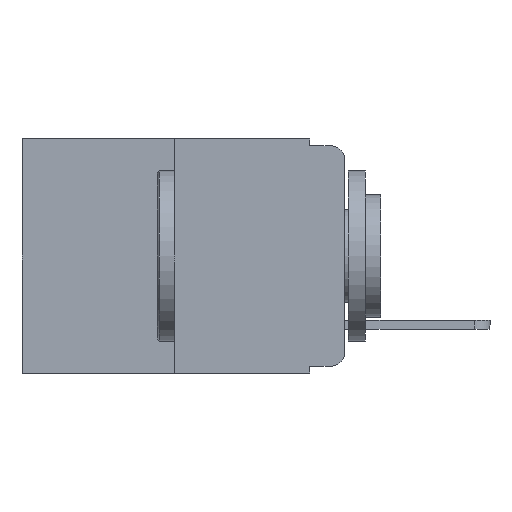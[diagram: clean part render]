
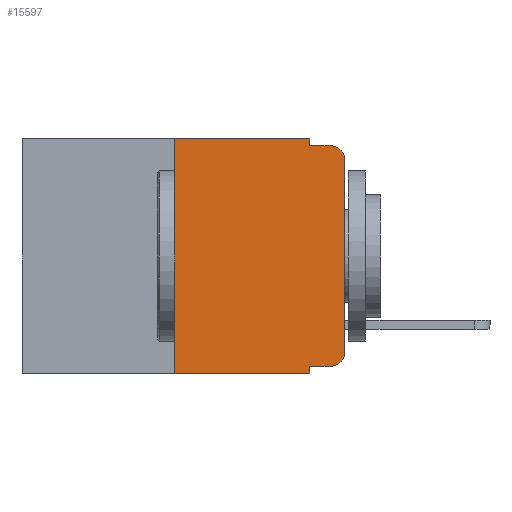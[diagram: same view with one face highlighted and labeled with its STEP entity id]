
A CAD part, left-side view. The second image highlights one B-rep face of the part: STEP entity #15597.
In plain terms, the highlighted planar face has unit normal (-1, 0, 0).
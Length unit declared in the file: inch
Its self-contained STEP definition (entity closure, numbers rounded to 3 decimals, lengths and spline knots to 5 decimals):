
#113 = EDGE_CURVE ( 'NONE', #987, #980, #6586, .T. ) ;
#202 = CARTESIAN_POINT ( 'NONE',  ( 0., 0.473, 0. ) ) ;
#280 = CARTESIAN_POINT ( 'NONE',  ( 0., 0., -0.313 ) ) ;
#575 = EDGE_CURVE ( 'NONE', #3213, #11444, #15252, .T. ) ;
#980 = VERTEX_POINT ( 'NONE', #7432 ) ;
#987 = VERTEX_POINT ( 'NONE', #280 ) ;
#1062 = LINE ( 'NONE', #10476, #17957 ) ;
#1074 = VERTEX_POINT ( 'NONE', #4493 ) ;
#1118 = ORIENTED_EDGE ( 'NONE', *, *, #13605, .T. ) ;
#1777 = LINE ( 'NONE', #4873, #3212 ) ;
#2571 = EDGE_CURVE ( 'NONE', #16783, #13226, #1777, .T. ) ;
#3212 = VECTOR ( 'NONE', #13059, 39.37008 ) ;
#3213 = VERTEX_POINT ( 'NONE', #6160 ) ;
#3232 = VERTEX_POINT ( 'NONE', #11616 ) ;
#3483 = DIRECTION ( 'NONE',  ( -1., 0., 0. ) ) ;
#3736 = LINE ( 'NONE', #5294, #4324 ) ;
#3996 = ORIENTED_EDGE ( 'NONE', *, *, #17177, .T. ) ;
#4029 = DIRECTION ( 'NONE',  ( 0., 0., -1. ) ) ;
#4324 = VECTOR ( 'NONE', #13204, 39.37008 ) ;
#4373 = ORIENTED_EDGE ( 'NONE', *, *, #17638, .F. ) ;
#4440 = DIRECTION ( 'NONE',  ( 0., -1., 0. ) ) ;
#4493 = CARTESIAN_POINT ( 'NONE',  ( 0., 0.051, -0.343 ) ) ;
#4818 = CIRCLE ( 'NONE', #17277, 0.02 ) ;
#4822 = DIRECTION ( 'NONE',  ( 0., 0., 1. ) ) ;
#4873 = CARTESIAN_POINT ( 'NONE',  ( 0., 0.051, -0.333 ) ) ;
#4940 = ORIENTED_EDGE ( 'NONE', *, *, #14069, .F. ) ;
#5294 = CARTESIAN_POINT ( 'NONE',  ( 0., 0.473, -0.343 ) ) ;
#5295 = LINE ( 'NONE', #15008, #8333 ) ;
#5301 = VECTOR ( 'NONE', #12127, 39.37008 ) ;
#5409 = CARTESIAN_POINT ( 'NONE',  ( 0., 0.02, -0.313 ) ) ;
#5429 = CARTESIAN_POINT ( 'NONE',  ( 0., 0.051, -0.333 ) ) ;
#5488 = PLANE ( 'NONE',  #8961 ) ;
#5572 = ORIENTED_EDGE ( 'NONE', *, *, #12973, .F. ) ;
#5790 = DIRECTION ( 'NONE',  ( 0., -1., 0. ) ) ;
#6160 = CARTESIAN_POINT ( 'NONE',  ( 0., 0.051, -0.01 ) ) ;
#6586 = LINE ( 'NONE', #17627, #5301 ) ;
#7182 = DIRECTION ( 'NONE',  ( 0., 0., -1. ) ) ;
#7213 = ORIENTED_EDGE ( 'NONE', *, *, #113, .T. ) ;
#7432 = CARTESIAN_POINT ( 'NONE',  ( 0., 0., -0.03 ) ) ;
#8222 = CARTESIAN_POINT ( 'NONE',  ( 0., 0.051, 0. ) ) ;
#8242 = DIRECTION ( 'NONE',  ( 1., 0., 0. ) ) ;
#8333 = VECTOR ( 'NONE', #14912, 39.37008 ) ;
#8961 = AXIS2_PLACEMENT_3D ( 'NONE', #9519, #8242, #9871 ) ;
#9179 = CARTESIAN_POINT ( 'NONE',  ( 0., 0.051, 0. ) ) ;
#9519 = CARTESIAN_POINT ( 'NONE',  ( 0., 0.473, 0. ) ) ;
#9746 = VECTOR ( 'NONE', #7182, 39.37008 ) ;
#9871 = DIRECTION ( 'NONE',  ( 0., 0., -1. ) ) ;
#9904 = CARTESIAN_POINT ( 'NONE',  ( 0., 0.02, -0.333 ) ) ;
#10476 = CARTESIAN_POINT ( 'NONE',  ( 0., 0.25, 0. ) ) ;
#10588 = CARTESIAN_POINT ( 'NONE',  ( 0., 0.25, 0. ) ) ;
#11038 = ORIENTED_EDGE ( 'NONE', *, *, #13415, .T. ) ;
#11444 = VERTEX_POINT ( 'NONE', #17158 ) ;
#11616 = CARTESIAN_POINT ( 'NONE',  ( 0., 0.25, -0.343 ) ) ;
#11798 = CARTESIAN_POINT ( 'NONE',  ( 0., 0.02, -0.03 ) ) ;
#11975 = VERTEX_POINT ( 'NONE', #9179 ) ;
#12112 = ORIENTED_EDGE ( 'NONE', *, *, #575, .F. ) ;
#12127 = DIRECTION ( 'NONE',  ( 0., 0., 1. ) ) ;
#12568 = VECTOR ( 'NONE', #4440, 39.37008 ) ;
#12695 = LINE ( 'NONE', #202, #15929 ) ;
#12973 = EDGE_CURVE ( 'NONE', #16783, #1074, #15510, .T. ) ;
#13059 = DIRECTION ( 'NONE',  ( 0., -1., 0. ) ) ;
#13204 = DIRECTION ( 'NONE',  ( 0., -1., 0. ) ) ;
#13226 = VERTEX_POINT ( 'NONE', #9904 ) ;
#13415 = EDGE_CURVE ( 'NONE', #980, #11444, #13796, .T. ) ;
#13605 = EDGE_CURVE ( 'NONE', #13226, #987, #4818, .T. ) ;
#13796 = CIRCLE ( 'NONE', #14680, 0.02 ) ;
#13840 = FACE_OUTER_BOUND ( 'NONE', #16714, .T. ) ;
#14069 = EDGE_CURVE ( 'NONE', #11975, #3213, #5295, .T. ) ;
#14088 = VERTEX_POINT ( 'NONE', #10588 ) ;
#14174 = CARTESIAN_POINT ( 'NONE',  ( 0., 0.051, -0.01 ) ) ;
#14411 = ORIENTED_EDGE ( 'NONE', *, *, #17077, .F. ) ;
#14680 = AXIS2_PLACEMENT_3D ( 'NONE', #11798, #3483, #17295 ) ;
#14912 = DIRECTION ( 'NONE',  ( 0., 0., -1. ) ) ;
#15008 = CARTESIAN_POINT ( 'NONE',  ( 0., 0.051, 0. ) ) ;
#15252 = LINE ( 'NONE', #14174, #12568 ) ;
#15436 = ORIENTED_EDGE ( 'NONE', *, *, #2571, .T. ) ;
#15510 = LINE ( 'NONE', #8222, #9746 ) ;
#15597 = ADVANCED_FACE ( 'NONE', ( #13840 ), #5488, .F. ) ;
#15929 = VECTOR ( 'NONE', #5790, 39.37008 ) ;
#16466 = DIRECTION ( 'NONE',  ( -1., 0., 0. ) ) ;
#16714 = EDGE_LOOP ( 'NONE', ( #7213, #11038, #12112, #4940, #14411, #4373, #3996, #5572, #15436, #1118 ) ) ;
#16783 = VERTEX_POINT ( 'NONE', #5429 ) ;
#17077 = EDGE_CURVE ( 'NONE', #14088, #11975, #12695, .T. ) ;
#17158 = CARTESIAN_POINT ( 'NONE',  ( 0., 0.02, -0.01 ) ) ;
#17177 = EDGE_CURVE ( 'NONE', #3232, #1074, #3736, .T. ) ;
#17277 = AXIS2_PLACEMENT_3D ( 'NONE', #5409, #16466, #4029 ) ;
#17295 = DIRECTION ( 'NONE',  ( 0., 0., -1. ) ) ;
#17627 = CARTESIAN_POINT ( 'NONE',  ( 0., 0., 0. ) ) ;
#17638 = EDGE_CURVE ( 'NONE', #3232, #14088, #1062, .T. ) ;
#17957 = VECTOR ( 'NONE', #4822, 39.37008 ) ;
